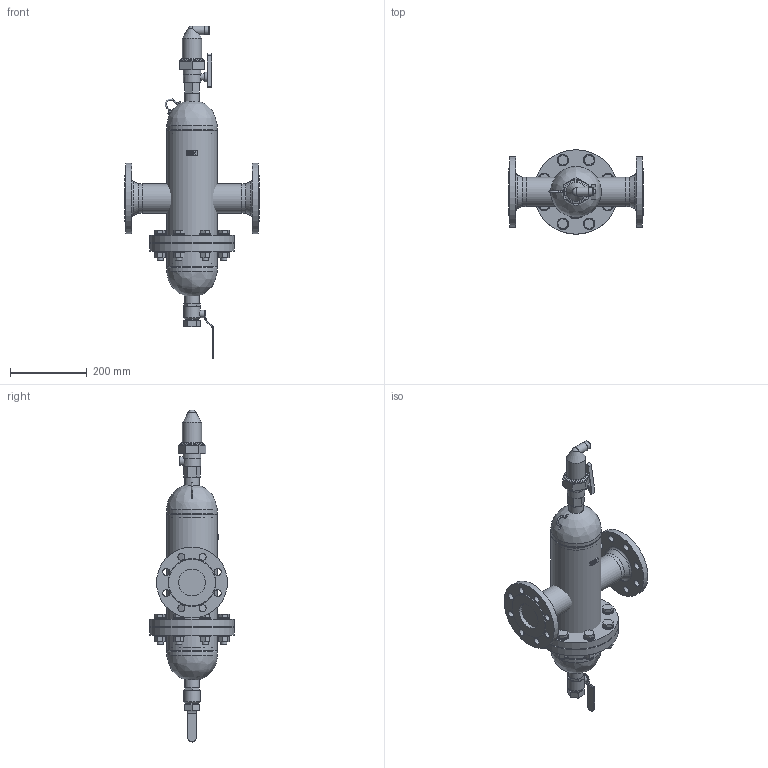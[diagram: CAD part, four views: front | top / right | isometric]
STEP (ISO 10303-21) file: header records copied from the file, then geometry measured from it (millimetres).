
FILE_DESCRIPTION(/* description */ (''),/* implementation_level */ '2;1');
FILE_NAME(/* name */ '3d_ExtwinTW65R-8253418.stp',/* time_stamp */ '2024-04-23T10:37:49+02:00',/* author */ ('Andrzej'),/* organization */ (''),/* preprocessor_version */ 'ST-DEVELOPER v16.13',/* originating_system */ 'AutoCAD Mechanical',/* authorisation */ '');
FILE_SCHEMA (('AUTOMOTIVE_DESIGN { 1 0 10303 214 3 1 1 }'));
Length unit declared in the file: millimetre
Products named in the file (1): Product
Bounding box: 350 x 220 x 866 mm (x, y, z)
Volume: 10995830 mm3; surface area: 852816.5 mm2
Topology: 68 solids, 68 shells, 604 faces, 1308 edges, 858 vertices
Faces by surface type: plane 383, cylinder 183, cone 28, torus 7, bspline 2, sphere 1
Full cylindrical faces by diameter (mm): 4 x4, 16 x8, 16.662 x1, 17.2 x1, 18 x33, 19.5 x1, 21.3 x1, 22 x1, 22.5 x8, 23 x1, 26 x1, 30 x16, 33.7 x1, 35 x1, 38 x2, 44 x1, 45 x1, 46 x1, 50 x1, 63 x1, 70.3 x2, 76.1 x3, 129.4 x2, 132 x3, 185 x2, 220 x2
Entity records: 16253 total; most frequent: CARTESIAN_POINT 3108, DIRECTION 2770, ORIENTED_EDGE 2352, EDGE_CURVE 1176, AXIS2_PLACEMENT_3D 1011, VERTEX_POINT 845, EDGE_LOOP 809, LINE 748
